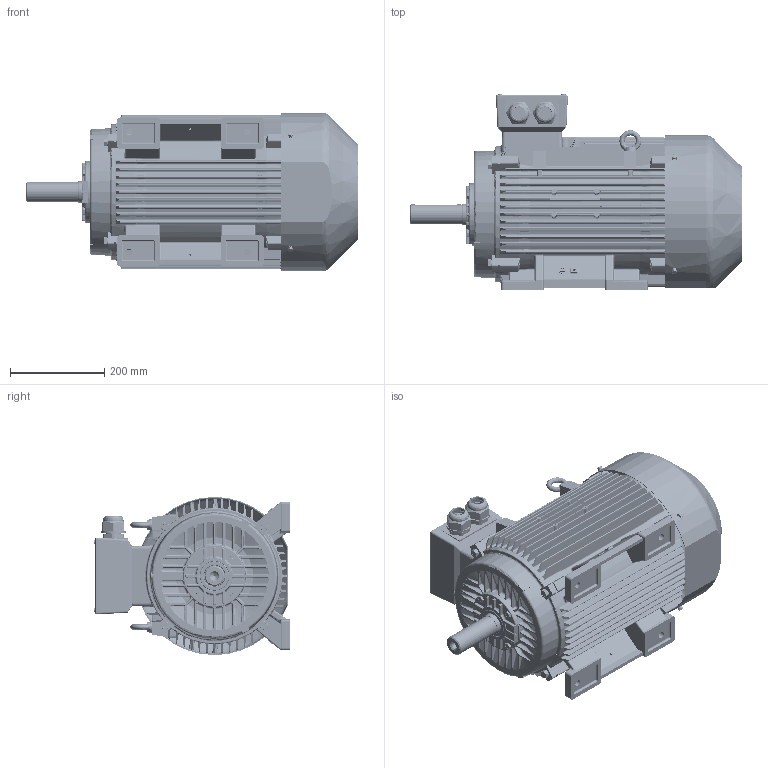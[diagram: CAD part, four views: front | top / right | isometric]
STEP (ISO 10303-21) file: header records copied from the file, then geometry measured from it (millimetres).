
FILE_DESCRIPTION (( 'STEP AP214' ), '1' );
FILE_NAME ('YE4-160L-4.6.8-B3.STEP', '2022-08-05T03:11:05', ( '微软用户' ), ( '微软中国' ), 'SwSTEP 2.0', 'SolidWorks 2016', '' );
FILE_SCHEMA (( 'AUTOMOTIVE_DESIGN' ));
Length unit declared in the file: millimetre
Products named in the file (1): YE4-160L-4.6.8-B3
Bounding box: 703 x 415 x 335 mm (x, y, z)
Surface area: 2822941.9 mm2 (no closed solid volume)
Topology: 0 solids, 56 shells, 6335 faces, 16241 edges, 9909 vertices
Faces by surface type: plane 1878, cylinder 1854, bspline 1136, torus 670, cone 511, sphere 286
Entity records: 338676 total; most frequent: CARTESIAN_POINT 124367, ORIENTED_EDGE 31946, DIRECTION 27880, EDGE_CURVE 15985, AXIS2_PLACEMENT_3D 10740, VERTEX_POINT 9885, EDGE_LOOP 6962, LINE 6400
